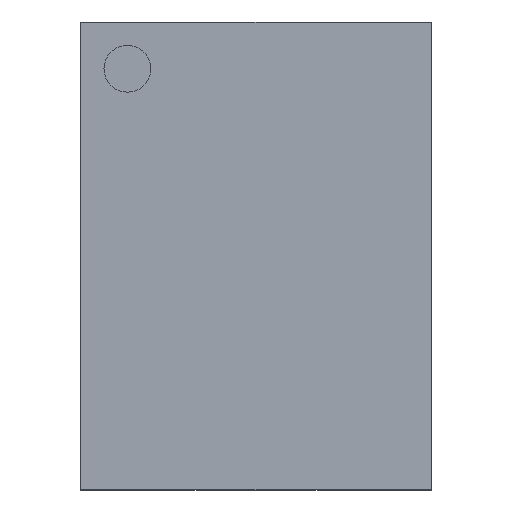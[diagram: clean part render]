
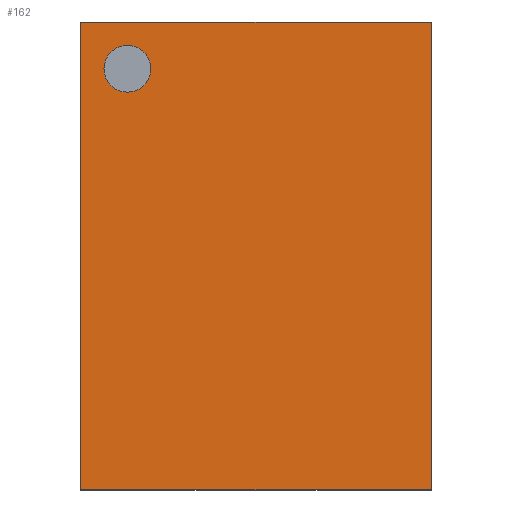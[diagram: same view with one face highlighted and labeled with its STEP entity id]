
A CAD part, top view. The second image highlights one B-rep face of the part: STEP entity #162.
In plain terms, the highlighted planar face has unit normal (0, 0, 1).
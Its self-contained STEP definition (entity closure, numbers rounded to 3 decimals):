
#13=DIRECTION('',(0.,0.,1.));
#20=ORIENTED_EDGE('',*,*,#21,.F.);
#21=EDGE_CURVE('',#22,#24,#26,.T.);
#22=VERTEX_POINT('',#23);
#23=CARTESIAN_POINT('',(-1.5,-2.,0.8));
#24=VERTEX_POINT('',#25);
#25=CARTESIAN_POINT('',(-1.5,2.,0.8));
#26=LINE('',#23,#27);
#27=VECTOR('',#28,1.);
#28=DIRECTION('',(0.,1.,0.));
#161=DIRECTION('',(1.,0.,0.));
#162=ADVANCED_FACE('',(#163,#179),#188,.T.);
#163=FACE_BOUND('',#164,.T.);
#164=EDGE_LOOP('',(#20,#165,#171,#176));
#165=ORIENTED_EDGE('',*,*,#166,.T.);
#166=EDGE_CURVE('',#22,#167,#169,.T.);
#167=VERTEX_POINT('',#168);
#168=CARTESIAN_POINT('',(1.5,-2.,0.8));
#169=LINE('',#23,#170);
#170=VECTOR('',#161,1.);
#171=ORIENTED_EDGE('',*,*,#172,.T.);
#172=EDGE_CURVE('',#167,#173,#175,.T.);
#173=VERTEX_POINT('',#174);
#174=CARTESIAN_POINT('',(1.5,2.,0.8));
#175=LINE('',#168,#27);
#176=ORIENTED_EDGE('',*,*,#177,.F.);
#177=EDGE_CURVE('',#24,#173,#178,.T.);
#178=LINE('',#25,#170);
#179=FACE_BOUND('',#180,.T.);
#180=EDGE_LOOP('',(#181));
#181=ORIENTED_EDGE('',*,*,#182,.F.);
#182=EDGE_CURVE('',#183,#183,#185,.T.);
#183=VERTEX_POINT('',#184);
#184=CARTESIAN_POINT('',(-0.9,1.6,0.8));
#185=CIRCLE('',#186,0.2);
#186=AXIS2_PLACEMENT_3D('',#187,#13,#161);
#187=CARTESIAN_POINT('',(-1.1,1.6,0.8));
#188=PLANE('',#189);
#189=AXIS2_PLACEMENT_3D('',#23,#13,#161);
